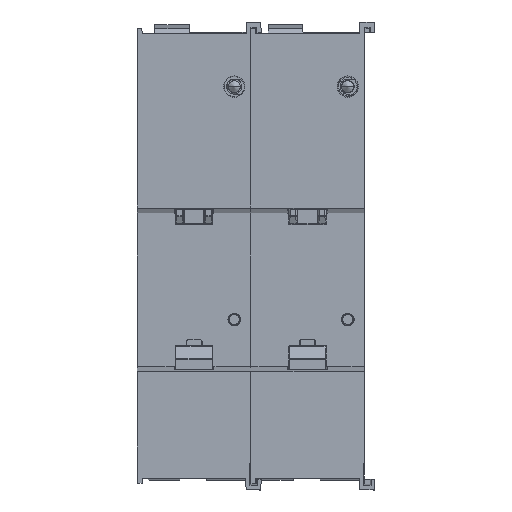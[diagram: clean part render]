
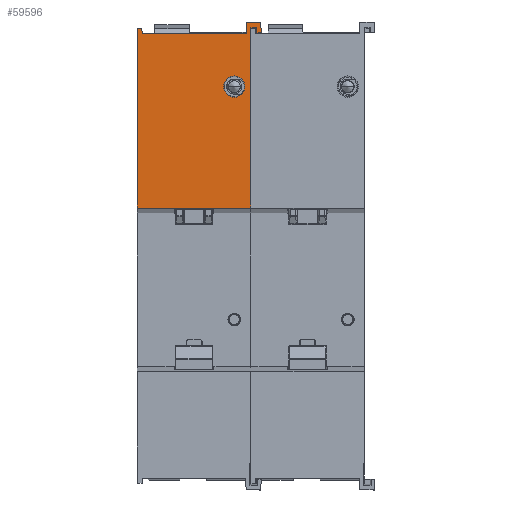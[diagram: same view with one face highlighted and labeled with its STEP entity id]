
A CAD part, top view. The second image highlights one B-rep face of the part: STEP entity #59596.
In plain terms, the highlighted planar face has unit normal (0, 0, 1).
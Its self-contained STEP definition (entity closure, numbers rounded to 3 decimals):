
#56557=DIRECTION('',(1.,0.,0.));
#56558=VECTOR('',#56557,26.8);
#56559=CARTESIAN_POINT('',(-64.,66.571,-3.46));
#56560=LINE('',#56559,#56558);
#56561=DIRECTION('',(0.,-1.,0.));
#56562=VECTOR('',#56561,42.379);
#56563=CARTESIAN_POINT('',(-64.,108.95,-3.46));
#56564=LINE('',#56563,#56562);
#56565=DIRECTION('',(-0.017,1.,0.));
#56566=VECTOR('',#56565,1.2);
#56567=CARTESIAN_POINT('',(-62.889,107.75,-3.46));
#56568=LINE('',#56567,#56566);
#56569=DIRECTION('',(-1.,0.,0.));
#56570=VECTOR('',#56569,24.578);
#56571=CARTESIAN_POINT('',(-38.311,107.75,-3.46));
#56572=LINE('',#56571,#56570);
#56573=DIRECTION('',(-0.017,-1.,0.));
#56574=VECTOR('',#56573,2.75);
#56575=CARTESIAN_POINT('',(-38.263,110.5,-3.46));
#56576=LINE('',#56575,#56574);
#56577=DIRECTION('',(-0.038,0.999,0.));
#56578=VECTOR('',#56577,2.531);
#56579=CARTESIAN_POINT('',(-34.753,107.971,-3.46));
#56580=LINE('',#56579,#56578);
#56581=DIRECTION('',(0.038,-0.999,0.));
#56582=VECTOR('',#56581,1.238);
#56583=CARTESIAN_POINT('',(-35.8,109.2,-3.46));
#56584=LINE('',#56583,#56582);
#56585=DIRECTION('',(0.,1.,0.));
#56586=VECTOR('',#56585,37.629);
#56587=CARTESIAN_POINT('',(-37.2,66.571,-3.46));
#56588=LINE('',#56587,#56586);
#56589=CARTESIAN_POINT('',(-41.1,95.25,-3.46));
#56590=DIRECTION('',(0.,0.,-1.));
#56591=DIRECTION('',(-1.,0.,0.));
#56592=AXIS2_PLACEMENT_3D('',#56589,#56590,#56591);
#56594=CARTESIAN_POINT('',(-41.1,95.25,-3.46));
#56595=DIRECTION('',(0.,0.,-1.));
#56596=DIRECTION('',(1.,0.,0.));
#56597=AXIS2_PLACEMENT_3D('',#56594,#56595,#56596);
#56603=DIRECTION('',(1.,0.,0.));
#56604=VECTOR('',#56603,1.09);
#56605=CARTESIAN_POINT('',(-64.,108.95,-3.46));
#56606=LINE('',#56605,#56604);
#56627=DIRECTION('',(1.,0.,0.));
#56628=VECTOR('',#56627,3.413);
#56629=CARTESIAN_POINT('',(-38.263,110.5,-3.46));
#56630=LINE('',#56629,#56628);
#56647=DIRECTION('',(-1.,-0.009,0.));
#56648=VECTOR('',#56647,1.);
#56649=CARTESIAN_POINT('',(-34.753,107.971,-3.46));
#56650=LINE('',#56649,#56648);
#56667=DIRECTION('',(0.,-1.,0.));
#56668=VECTOR('',#56667,5.);
#56669=CARTESIAN_POINT('',(-37.2,109.2,-3.46));
#56670=LINE('',#56669,#56668);
#56695=DIRECTION('',(-1.,0.,0.));
#56696=VECTOR('',#56695,1.4);
#56697=CARTESIAN_POINT('',(-35.8,109.2,-3.46));
#56698=LINE('',#56697,#56696);
#57485=CARTESIAN_POINT('',(-64.,66.571,-3.46));
#57486=VERTEX_POINT('',#57485);
#57487=CARTESIAN_POINT('',(-64.,108.95,-3.46));
#57488=VERTEX_POINT('',#57487);
#57557=CARTESIAN_POINT('',(-37.2,66.571,-3.46));
#57558=VERTEX_POINT('',#57557);
#57569=CARTESIAN_POINT('',(-37.2,104.2,-3.46));
#57570=VERTEX_POINT('',#57569);
#57824=CARTESIAN_POINT('',(-62.889,107.75,-3.46));
#57825=VERTEX_POINT('',#57824);
#57826=CARTESIAN_POINT('',(-38.311,107.75,-3.46));
#57827=VERTEX_POINT('',#57826);
#57851=CARTESIAN_POINT('',(-38.263,110.5,-3.46));
#57852=VERTEX_POINT('',#57851);
#57853=CARTESIAN_POINT('',(-37.2,109.2,-3.46));
#57854=VERTEX_POINT('',#57853);
#57855=CARTESIAN_POINT('',(-35.8,109.2,-3.46));
#57856=VERTEX_POINT('',#57855);
#57857=CARTESIAN_POINT('',(-35.752,107.963,-3.46));
#57858=VERTEX_POINT('',#57857);
#57859=CARTESIAN_POINT('',(-34.753,107.971,-3.46));
#57860=VERTEX_POINT('',#57859);
#57861=CARTESIAN_POINT('',(-34.85,110.5,-3.46));
#57862=VERTEX_POINT('',#57861);
#57863=CARTESIAN_POINT('',(-62.91,108.95,-3.46));
#57864=VERTEX_POINT('',#57863);
#57865=CARTESIAN_POINT('',(-43.614,95.25,-3.46));
#57866=CARTESIAN_POINT('',(-38.586,95.25,-3.46));
#57867=VERTEX_POINT('',#57865);
#57868=VERTEX_POINT('',#57866);
#59562=CARTESIAN_POINT('',(-64.,27.996,-3.46));
#59563=DIRECTION('',(0.,0.,1.));
#59564=DIRECTION('',(1.,0.,0.));
#59565=AXIS2_PLACEMENT_3D('',#59562,#59563,#59564);
#59566=PLANE('',#59565);
#59567=ORIENTED_EDGE('',*,*,#58221,.F.);
#59568=ORIENTED_EDGE('',*,*,#58386,.F.);
#59570=ORIENTED_EDGE('',*,*,#59569,.T.);
#59572=ORIENTED_EDGE('',*,*,#59571,.F.);
#59573=ORIENTED_EDGE('',*,*,#59452,.F.);
#59574=ORIENTED_EDGE('',*,*,#59551,.F.);
#59576=ORIENTED_EDGE('',*,*,#59575,.T.);
#59578=ORIENTED_EDGE('',*,*,#59577,.F.);
#59580=ORIENTED_EDGE('',*,*,#59579,.T.);
#59582=ORIENTED_EDGE('',*,*,#59581,.F.);
#59584=ORIENTED_EDGE('',*,*,#59583,.T.);
#59586=ORIENTED_EDGE('',*,*,#59585,.T.);
#59587=ORIENTED_EDGE('',*,*,#58241,.F.);
#59588=EDGE_LOOP('',(#59567,#59568,#59570,#59572,#59573,#59574,#59576,#59578,
#59580,#59582,#59584,#59586,#59587));
#59589=FACE_OUTER_BOUND('',#59588,.F.);
#59591=ORIENTED_EDGE('',*,*,#59590,.F.);
#59593=ORIENTED_EDGE('',*,*,#59592,.F.);
#59594=EDGE_LOOP('',(#59591,#59593));
#59595=FACE_BOUND('',#59594,.F.);
#59596=ADVANCED_FACE('',(#59589,#59595),#59566,.T.);
#56593=CIRCLE('',#56592,2.514);
#56598=CIRCLE('',#56597,2.514);
#58221=EDGE_CURVE('',#57486,#57558,#56560,.T.);
#58241=EDGE_CURVE('',#57558,#57570,#56588,.T.);
#58386=EDGE_CURVE('',#57488,#57486,#56564,.T.);
#59452=EDGE_CURVE('',#57827,#57825,#56572,.T.);
#59551=EDGE_CURVE('',#57852,#57827,#56576,.T.);
#59569=EDGE_CURVE('',#57488,#57864,#56606,.T.);
#59571=EDGE_CURVE('',#57825,#57864,#56568,.T.);
#59575=EDGE_CURVE('',#57852,#57862,#56630,.T.);
#59577=EDGE_CURVE('',#57860,#57862,#56580,.T.);
#59579=EDGE_CURVE('',#57860,#57858,#56650,.T.);
#59581=EDGE_CURVE('',#57856,#57858,#56584,.T.);
#59583=EDGE_CURVE('',#57856,#57854,#56698,.T.);
#59585=EDGE_CURVE('',#57854,#57570,#56670,.T.);
#59590=EDGE_CURVE('',#57867,#57868,#56593,.T.);
#59592=EDGE_CURVE('',#57868,#57867,#56598,.T.);
